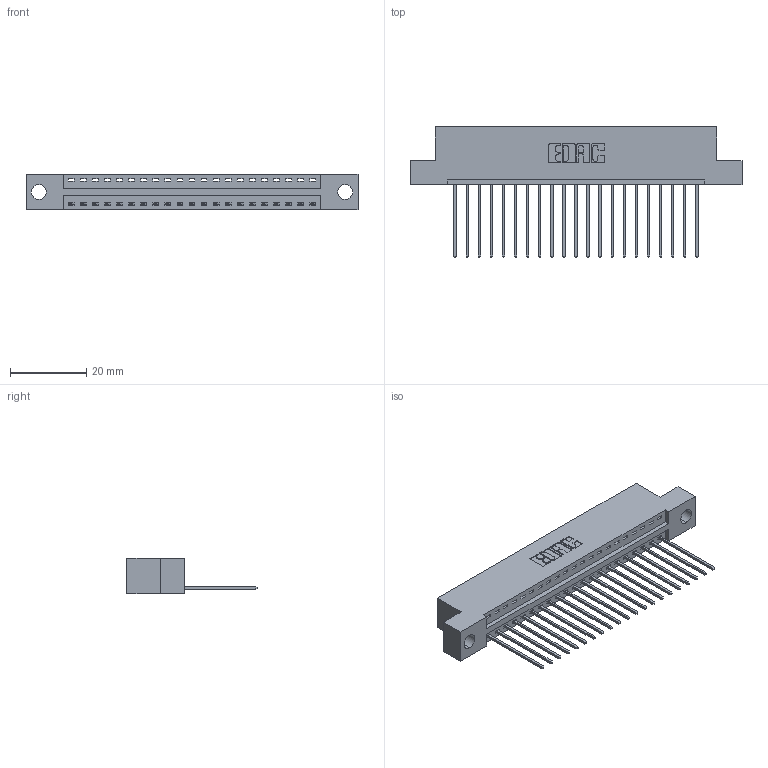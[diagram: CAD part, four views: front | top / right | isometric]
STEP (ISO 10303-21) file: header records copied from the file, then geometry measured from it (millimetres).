
FILE_DESCRIPTION (( 'STEP AP203' ), '1' );
FILE_NAME ('346-021-541-104.STEP', '2018-08-20T23:09:33', ( '' ), ( '' ), 'SwSTEP 2.0', 'SolidWorks 2016', '' );
FILE_SCHEMA (( 'CONFIG_CONTROL_DESIGN' ));
Length unit declared in the file: inch
Products named in the file (3): 346-021-541-104; 346 Part_Flush Mounting Lugs - 0.156 Dia-TH; 345-292-001_345-293-141
Assembly tree (22 placements, depth 2):
  346-021-541-104
    346 Part_Flush Mounting Lugs - 0.156 Dia-TH
    345-292-001_345-293-141  x21
Bounding box: 87.25 x 34.29 x 9.4 mm (x, y, z)
Volume: 8188.4 mm3; surface area: 10226.8 mm2
Topology: 22 solids, 22 shells, 1340 faces, 4025 edges, 2654 vertices
Faces by surface type: plane 916, cylinder 424
Entity records: 15881 total; most frequent: CARTESIAN_POINT 2735, ORIENTED_EDGE 2690, DIRECTION 2439, EDGE_CURVE 1345, VECTOR 1129, LINE 1129, VERTEX_POINT 894, AXIS2_PLACEMENT_3D 655
